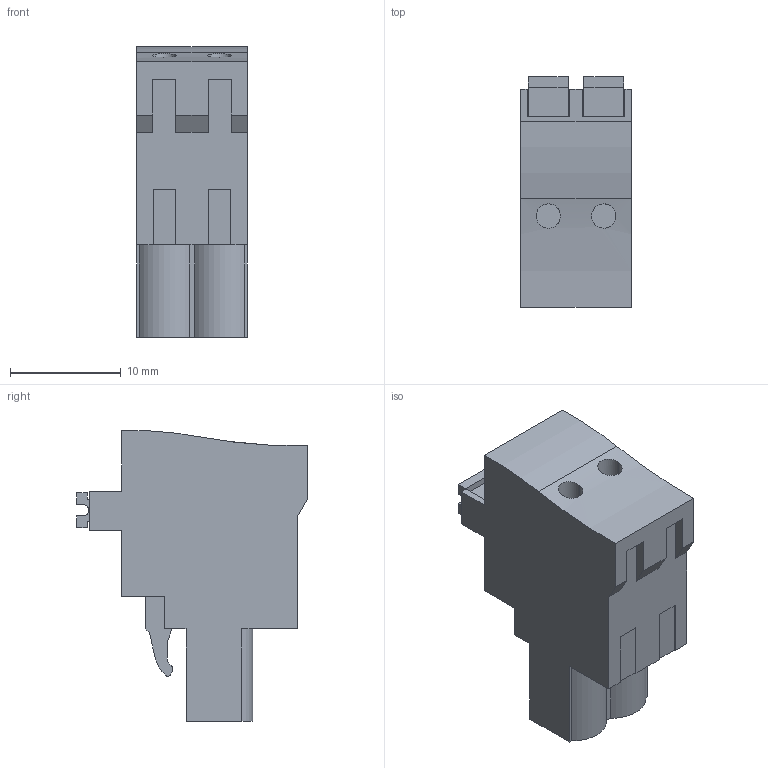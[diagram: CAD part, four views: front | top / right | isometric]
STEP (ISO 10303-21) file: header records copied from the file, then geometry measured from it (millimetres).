
FILE_DESCRIPTION(('CATIA V5 STEP Exchange','CAx-IF Rec.Pracs.--- Model Styling and Organization---1.2---2011-12-15'),'2;1');
FILE_NAME ('D1461059_0_1980170000_1980170000.stp','2017-09-23T15:09:01+00:00',('none'),('Weidmueller'),'CATIA Version 5-6 Release 2014','CATIA V5 STEP AP214','none');
FILE_SCHEMA(('AUTOMOTIVE_DESIGN { 1 0 10303 214 1 1 1 1 }'));
Length unit declared in the file: millimetre
Products named in the file (1): 1980170000
Bounding box: 10 x 20.79 x 26.24 mm (x, y, z)
Volume: 3070.1 mm3; surface area: 1917.2 mm2
Topology: 3 solids, 3 shells, 151 faces, 417 edges, 280 vertices
Faces by surface type: plane 119, cylinder 24, extrusion 8
Entity records: 4747 total; most frequent: CARTESIAN_POINT 1006, ORIENTED_EDGE 834, DIRECTION 633, EDGE_CURVE 417, VECTOR 355, LINE 347, VERTEX_POINT 280, AXIS2_PLACEMENT_3D 163
